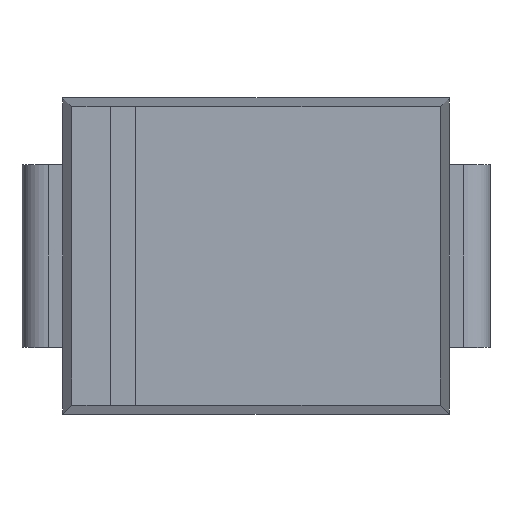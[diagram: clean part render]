
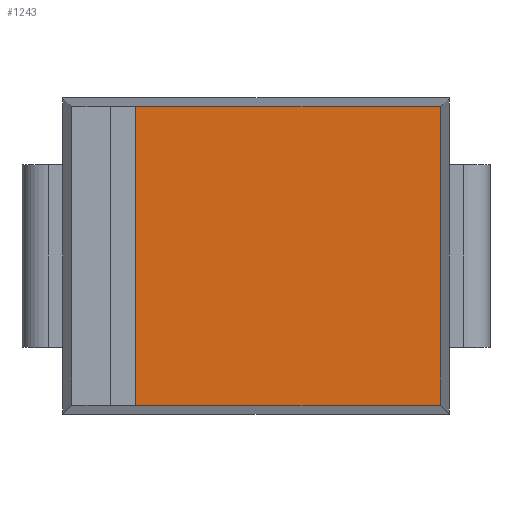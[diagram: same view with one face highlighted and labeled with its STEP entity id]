
A CAD part, top view. The second image highlights one B-rep face of the part: STEP entity #1243.
In plain terms, the highlighted planar face has unit normal (0, 0, 1).
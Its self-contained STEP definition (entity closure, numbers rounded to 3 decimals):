
#93 = ORIENTED_EDGE ( 'NONE', *, *, #260, .T. ) ;
#165 = LINE ( 'NONE', #2987, #424 ) ;
#260 = EDGE_CURVE ( 'NONE', #703, #1188, #165, .T. ) ;
#406 = EDGE_LOOP ( 'NONE', ( #4598, #93, #1433, #2144 ) ) ;
#424 = VECTOR ( 'NONE', #831, 1000. ) ;
#597 = PLANE ( 'NONE',  #1587 ) ;
#613 = CARTESIAN_POINT ( 'NONE',  ( 2.099, -1.699, 1.15 ) ) ;
#638 = VERTEX_POINT ( 'NONE', #2380 ) ;
#678 = VECTOR ( 'NONE', #5166, 1000. ) ;
#703 = VERTEX_POINT ( 'NONE', #2355 ) ;
#831 = DIRECTION ( 'NONE',  ( 1., 0., 0. ) ) ;
#934 = LINE ( 'NONE', #4437, #4023 ) ;
#999 = VECTOR ( 'NONE', #4906, 1000. ) ;
#1106 = DIRECTION ( 'NONE',  ( 1., 0., 0. ) ) ;
#1121 = LINE ( 'NONE', #1981, #999 ) ;
#1188 = VERTEX_POINT ( 'NONE', #613 ) ;
#1243 = ADVANCED_FACE ( 'NONE', ( #5229 ), #597, .T. ) ;
#1433 = ORIENTED_EDGE ( 'NONE', *, *, #3960, .T. ) ;
#1441 = EDGE_CURVE ( 'NONE', #3679, #638, #1121, .T. ) ;
#1520 = CARTESIAN_POINT ( 'NONE',  ( 2.099, 1.699, 1.15 ) ) ;
#1587 = AXIS2_PLACEMENT_3D ( 'NONE', #3251, #3674, #1106 ) ;
#1981 = CARTESIAN_POINT ( 'NONE',  ( -2.2, 1.699, 1.15 ) ) ;
#2144 = ORIENTED_EDGE ( 'NONE', *, *, #1441, .T. ) ;
#2282 = CARTESIAN_POINT ( 'NONE',  ( 2.099, 1.8, 1.15 ) ) ;
#2355 = CARTESIAN_POINT ( 'NONE',  ( -1.371, -1.699, 1.15 ) ) ;
#2380 = CARTESIAN_POINT ( 'NONE',  ( -1.371, 1.699, 1.15 ) ) ;
#2987 = CARTESIAN_POINT ( 'NONE',  ( -2.2, -1.699, 1.15 ) ) ;
#3251 = CARTESIAN_POINT ( 'NONE',  ( 0., 0., 1.15 ) ) ;
#3469 = LINE ( 'NONE', #2282, #678 ) ;
#3674 = DIRECTION ( 'NONE',  ( 0., 0., 1. ) ) ;
#3679 = VERTEX_POINT ( 'NONE', #1520 ) ;
#3920 = DIRECTION ( 'NONE',  ( 0., 1., 0. ) ) ;
#3960 = EDGE_CURVE ( 'NONE', #1188, #3679, #3469, .T. ) ;
#4023 = VECTOR ( 'NONE', #3920, 1000. ) ;
#4437 = CARTESIAN_POINT ( 'NONE',  ( -1.371, 0., 1.15 ) ) ;
#4598 = ORIENTED_EDGE ( 'NONE', *, *, #4961, .F. ) ;
#4906 = DIRECTION ( 'NONE',  ( -1., 0., 0. ) ) ;
#4961 = EDGE_CURVE ( 'NONE', #703, #638, #934, .T. ) ;
#5166 = DIRECTION ( 'NONE',  ( 0., 1., 0. ) ) ;
#5229 = FACE_OUTER_BOUND ( 'NONE', #406, .T. ) ;
